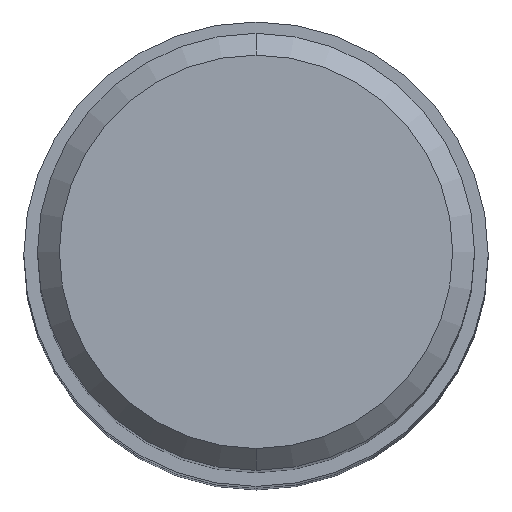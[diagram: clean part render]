
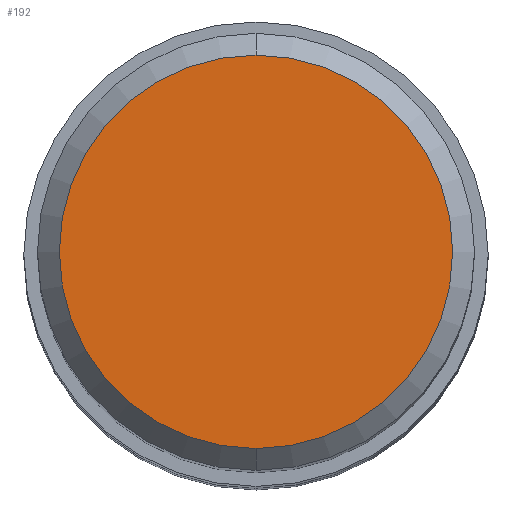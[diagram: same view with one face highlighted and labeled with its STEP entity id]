
A CAD part, top view. The second image highlights one B-rep face of the part: STEP entity #192.
In plain terms, the highlighted planar face has unit normal (0, 0, 1).
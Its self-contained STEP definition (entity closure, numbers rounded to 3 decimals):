
#192=ADVANCED_FACE('',(#488),#489,.T.);
#266=EDGE_CURVE('',#308,#306,#572,.T.);
#306=VERTEX_POINT('',#616);
#308=VERTEX_POINT('',#618);
#360=EDGE_CURVE('',#306,#308,#678,.T.);
#488=FACE_OUTER_BOUND('',#811,.T.);
#489=PLANE('',#812);
#572=CIRCLE('',#969,7.2);
#616=CARTESIAN_POINT('',(0.,-7.2,0.0));
#618=CARTESIAN_POINT('',(0.0,7.2,0.0));
#678=CIRCLE('',#1159,7.2);
#811=EDGE_LOOP('',(#1480,#1481));
#812=AXIS2_PLACEMENT_3D('',#1482,#1483,#1484);
#969=AXIS2_PLACEMENT_3D('',#1588,#1589,#1590);
#1159=AXIS2_PLACEMENT_3D('',#1718,#1719,#1720);
#1480=ORIENTED_EDGE('',*,*,#266,.F.);
#1481=ORIENTED_EDGE('',*,*,#360,.F.);
#1482=CARTESIAN_POINT('',(0.0,3.6,0.0));
#1483=DIRECTION('',(-0.0,0.0,1.0));
#1484=DIRECTION('',(0.0,-1.0,0.0));
#1588=CARTESIAN_POINT('',(0.0,0.0,0.0));
#1589=DIRECTION('',(0.0,0.0,-1.0));
#1590=DIRECTION('',(0.0,1.0,0.0));
#1718=CARTESIAN_POINT('',(0.0,0.0,0.0));
#1719=DIRECTION('',(0.0,0.0,-1.0));
#1720=DIRECTION('',(0.0,1.0,0.0));
